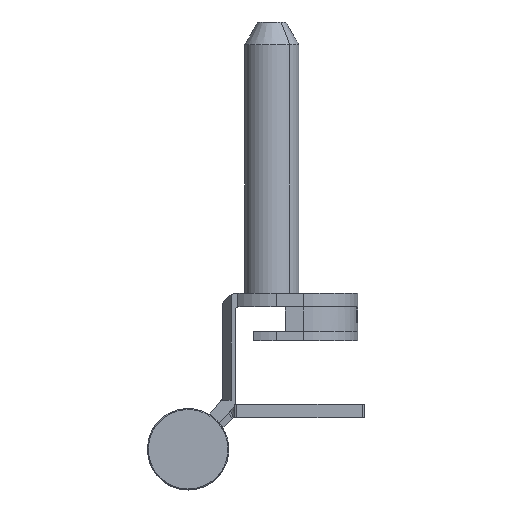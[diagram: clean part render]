
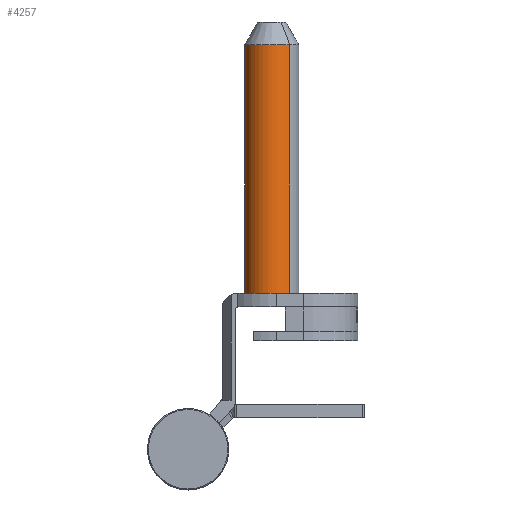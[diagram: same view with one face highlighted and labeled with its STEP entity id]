
A CAD part, left-side view. The second image highlights one B-rep face of the part: STEP entity #4257.
In plain terms, the highlighted cylindrical face has radius 6 mm (diameter 12 mm), a partial arc.
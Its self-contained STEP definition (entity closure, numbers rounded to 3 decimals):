
#216 = ORIENTED_EDGE ( 'NONE', *, *, #14055, .F. ) ;
#329 = CARTESIAN_POINT ( 'NONE',  ( 0., 0., 0. ) ) ;
#845 = EDGE_CURVE ( 'NONE', #9838, #6783, #14359, .T. ) ;
#1416 = AXIS2_PLACEMENT_3D ( 'NONE', #8702, #20132, #13436 ) ;
#1932 = FACE_OUTER_BOUND ( 'NONE', #20358, .T. ) ;
#2103 = CIRCLE ( 'NONE', #1416, 6. ) ;
#2306 = DIRECTION ( 'NONE',  ( 0., -1., 0. ) ) ;
#3441 = EDGE_CURVE ( 'NONE', #9838, #19705, #13627, .T. ) ;
#4112 = CARTESIAN_POINT ( 'NONE',  ( 0., 5., -6. ) ) ;
#4257 = ADVANCED_FACE ( 'NONE', ( #1932 ), #6546, .T. ) ;
#5444 = ORIENTED_EDGE ( 'NONE', *, *, #845, .T. ) ;
#6359 = ORIENTED_EDGE ( 'NONE', *, *, #16560, .T. ) ;
#6474 = CARTESIAN_POINT ( 'NONE',  ( 0., 60., 0. ) ) ;
#6546 = CYLINDRICAL_SURFACE ( 'NONE', #9020, 6. ) ;
#6783 = VERTEX_POINT ( 'NONE', #10186 ) ;
#8521 = AXIS2_PLACEMENT_3D ( 'NONE', #6474, #13020, #11409 ) ;
#8702 = CARTESIAN_POINT ( 'NONE',  ( 0., 5., 0. ) ) ;
#8849 = CARTESIAN_POINT ( 'NONE',  ( 0., 0., -6. ) ) ;
#9020 = AXIS2_PLACEMENT_3D ( 'NONE', #329, #11488, #17993 ) ;
#9161 = VERTEX_POINT ( 'NONE', #4112 ) ;
#9838 = VERTEX_POINT ( 'NONE', #15613 ) ;
#10186 = CARTESIAN_POINT ( 'NONE',  ( 0., 60., -6. ) ) ;
#11409 = DIRECTION ( 'NONE',  ( 0., 0., -1. ) ) ;
#11488 = DIRECTION ( 'NONE',  ( 0., -1., 0. ) ) ;
#11910 = DIRECTION ( 'NONE',  ( 0., -1., 0. ) ) ;
#12529 = ORIENTED_EDGE ( 'NONE', *, *, #3441, .F. ) ;
#12770 = CARTESIAN_POINT ( 'NONE',  ( 0., 5., 6. ) ) ;
#13020 = DIRECTION ( 'NONE',  ( 0., -1., 0. ) ) ;
#13436 = DIRECTION ( 'NONE',  ( 0., 0., -1. ) ) ;
#13627 = LINE ( 'NONE', #16927, #18212 ) ;
#14055 = EDGE_CURVE ( 'NONE', #19705, #9161, #2103, .T. ) ;
#14359 = CIRCLE ( 'NONE', #8521, 6. ) ;
#15613 = CARTESIAN_POINT ( 'NONE',  ( 0., 60., 6. ) ) ;
#16560 = EDGE_CURVE ( 'NONE', #6783, #9161, #20285, .T. ) ;
#16927 = CARTESIAN_POINT ( 'NONE',  ( 0., 0., 6. ) ) ;
#17993 = DIRECTION ( 'NONE',  ( 0., 0., -1. ) ) ;
#18197 = VECTOR ( 'NONE', #2306, 1000. ) ;
#18212 = VECTOR ( 'NONE', #11910, 1000. ) ;
#19705 = VERTEX_POINT ( 'NONE', #12770 ) ;
#20132 = DIRECTION ( 'NONE',  ( 0., -1., 0. ) ) ;
#20285 = LINE ( 'NONE', #8849, #18197 ) ;
#20358 = EDGE_LOOP ( 'NONE', ( #12529, #5444, #6359, #216 ) ) ;
